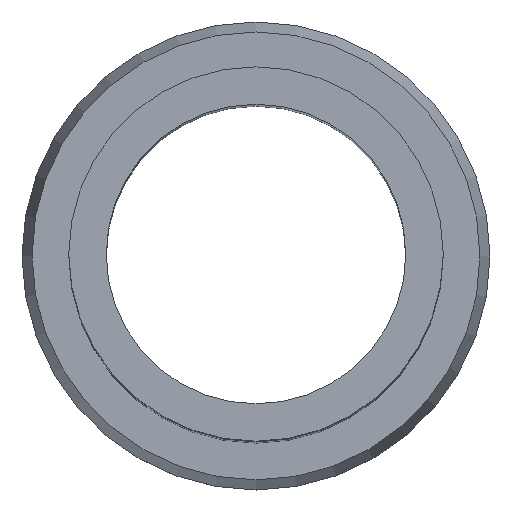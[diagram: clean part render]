
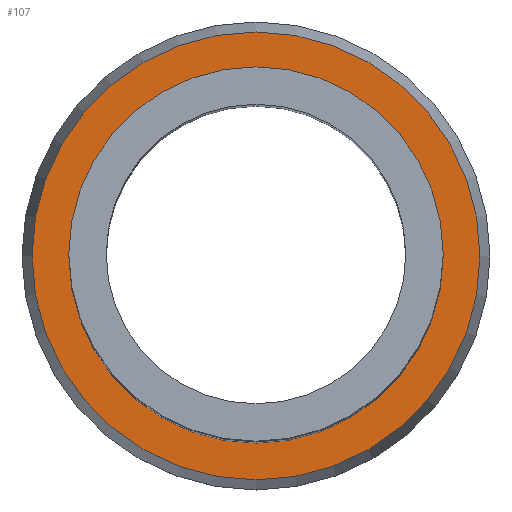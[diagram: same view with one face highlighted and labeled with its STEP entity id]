
A CAD part, top view. The second image highlights one B-rep face of the part: STEP entity #107.
In plain terms, the highlighted planar face has unit normal (0, 0, 1).
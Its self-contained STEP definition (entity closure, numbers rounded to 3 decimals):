
#59=EDGE_CURVE('Unnamed[1]',#144,#144,#145,.T.);
#67=EDGE_CURVE('Unnamed[1]',#156,#156,#157,.T.);
#107=ADVANCED_FACE('Unnamed[1]',(#220,#221),#222,.T.);
#144=VERTEX_POINT('',#254);
#145=CIRCLE('',#255,10.0);
#156=VERTEX_POINT('',#270);
#157=CIRCLE('',#271,11.964);
#220=FACE_OUTER_BOUND('',#349,.T.);
#221=FACE_BOUND('',#350,.T.);
#222=PLANE('',#351);
#254=CARTESIAN_POINT('',(0.,10.0,3.0));
#255=AXIS2_PLACEMENT_3D('',#374,#375,#376);
#270=CARTESIAN_POINT('',(0.,11.964,3.0));
#271=AXIS2_PLACEMENT_3D('',#386,#387,#388);
#349=EDGE_LOOP('',(#459));
#350=EDGE_LOOP('',(#460));
#351=AXIS2_PLACEMENT_3D('',#461,#462,#463);
#374=CARTESIAN_POINT('',(0.,0.,3.0));
#375=DIRECTION('',(0.,0.,-1.0));
#376=DIRECTION('',(0.,1.0,0.));
#386=CARTESIAN_POINT('',(0.,0.,3.0));
#387=DIRECTION('',(0.,0.,-1.0));
#388=DIRECTION('',(0.,1.0,0.));
#459=ORIENTED_EDGE('',*,*,#67,.F.);
#460=ORIENTED_EDGE('',*,*,#59,.T.);
#461=CARTESIAN_POINT('',(0.,10.982,3.0));
#462=DIRECTION('',(0.,0.,1.0));
#463=DIRECTION('',(0.,-1.0,0.));
